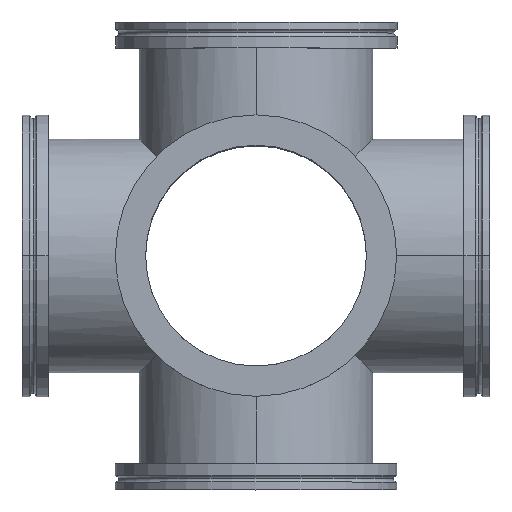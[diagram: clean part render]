
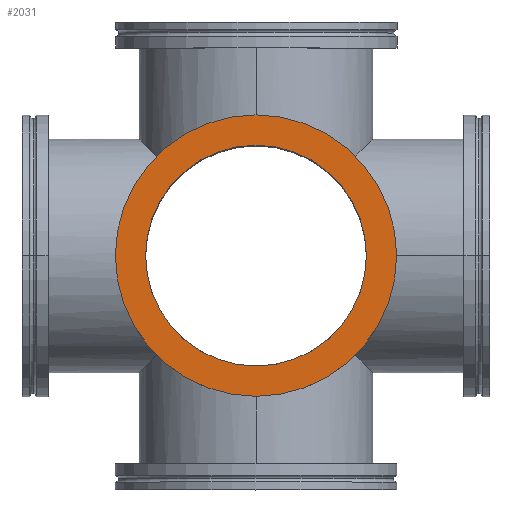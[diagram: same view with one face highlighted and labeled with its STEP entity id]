
A CAD part, top view. The second image highlights one B-rep face of the part: STEP entity #2031.
In plain terms, the highlighted planar face has unit normal (0, 0, 1).
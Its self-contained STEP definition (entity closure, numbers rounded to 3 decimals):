
#41 = CARTESIAN_POINT ( 'NONE',  ( 51., 0., 108. ) ) ;
#79 = DIRECTION ( 'NONE',  ( 0., 0., -1. ) ) ;
#779 = FACE_BOUND ( 'NONE', #4413, .T. ) ;
#957 = FACE_OUTER_BOUND ( 'NONE', #6138, .T. ) ;
#1016 = DIRECTION ( 'NONE',  ( 0., 0., 1. ) ) ;
#1166 = CIRCLE ( 'NONE', #6316, 65. ) ;
#1322 = CARTESIAN_POINT ( 'NONE',  ( 0., 0., 108. ) ) ;
#1645 = AXIS2_PLACEMENT_3D ( 'NONE', #3352, #7236, #3901 ) ;
#1883 = DIRECTION ( 'NONE',  ( 1., 0., 0. ) ) ;
#2031 = ADVANCED_FACE ( 'NONE', ( #779, #957 ), #2857, .F. ) ;
#2273 = CIRCLE ( 'NONE', #5510, 51. ) ;
#2289 = DIRECTION ( 'NONE',  ( 0., 0., 1. ) ) ;
#2444 = EDGE_CURVE ( 'NONE', #4652, #4983, #7222, .T. ) ;
#2857 = PLANE ( 'NONE',  #3399 ) ;
#3094 = AXIS2_PLACEMENT_3D ( 'NONE', #1322, #5209, #1883 ) ;
#3123 = VERTEX_POINT ( 'NONE', #6782 ) ;
#3273 = EDGE_CURVE ( 'NONE', #4983, #4652, #1166, .T. ) ;
#3352 = CARTESIAN_POINT ( 'NONE',  ( 0., 0., 108. ) ) ;
#3399 = AXIS2_PLACEMENT_3D ( 'NONE', #3450, #79, #3992 ) ;
#3450 = CARTESIAN_POINT ( 'NONE',  ( 0., 51., 108. ) ) ;
#3510 = EDGE_CURVE ( 'NONE', #4962, #3123, #2273, .T. ) ;
#3835 = CIRCLE ( 'NONE', #1645, 51. ) ;
#3901 = DIRECTION ( 'NONE',  ( 1., 0., 0. ) ) ;
#3978 = ORIENTED_EDGE ( 'NONE', *, *, #3273, .T. ) ;
#3992 = DIRECTION ( 'NONE',  ( -1., 0., 0. ) ) ;
#4201 = ORIENTED_EDGE ( 'NONE', *, *, #3510, .F. ) ;
#4366 = CARTESIAN_POINT ( 'NONE',  ( 0., 0., 108. ) ) ;
#4413 = EDGE_LOOP ( 'NONE', ( #4201, #5798 ) ) ;
#4652 = VERTEX_POINT ( 'NONE', #6701 ) ;
#4712 = ORIENTED_EDGE ( 'NONE', *, *, #2444, .T. ) ;
#4927 = DIRECTION ( 'NONE',  ( 1., 0., 0. ) ) ;
#4931 = EDGE_CURVE ( 'NONE', #3123, #4962, #3835, .T. ) ;
#4962 = VERTEX_POINT ( 'NONE', #41 ) ;
#4983 = VERTEX_POINT ( 'NONE', #5104 ) ;
#5104 = CARTESIAN_POINT ( 'NONE',  ( -65., 0., 108. ) ) ;
#5209 = DIRECTION ( 'NONE',  ( 0., 0., 1. ) ) ;
#5510 = AXIS2_PLACEMENT_3D ( 'NONE', #4366, #1016, #4927 ) ;
#5619 = CARTESIAN_POINT ( 'NONE',  ( 0., 0., 108. ) ) ;
#5798 = ORIENTED_EDGE ( 'NONE', *, *, #4931, .F. ) ;
#6138 = EDGE_LOOP ( 'NONE', ( #4712, #3978 ) ) ;
#6184 = DIRECTION ( 'NONE',  ( 1., 0., 0. ) ) ;
#6316 = AXIS2_PLACEMENT_3D ( 'NONE', #5619, #2289, #6184 ) ;
#6701 = CARTESIAN_POINT ( 'NONE',  ( 65., 0., 108. ) ) ;
#6782 = CARTESIAN_POINT ( 'NONE',  ( -51., 0., 108. ) ) ;
#7222 = CIRCLE ( 'NONE', #3094, 65. ) ;
#7236 = DIRECTION ( 'NONE',  ( 0., 0., 1. ) ) ;
